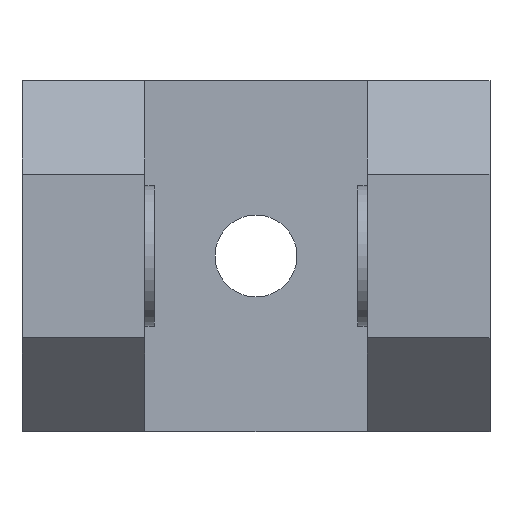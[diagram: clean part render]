
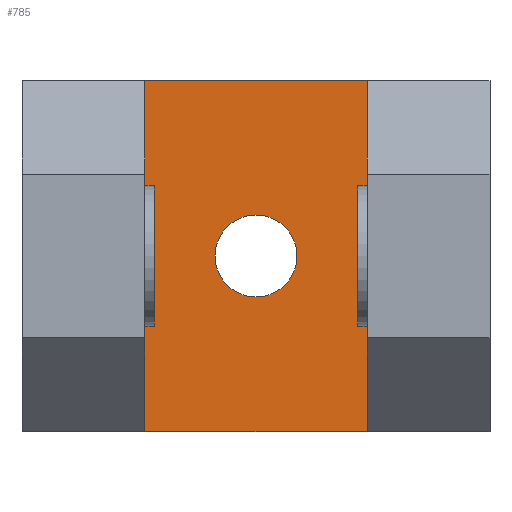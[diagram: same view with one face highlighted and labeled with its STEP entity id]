
A CAD part, left-side view. The second image highlights one B-rep face of the part: STEP entity #785.
In plain terms, the highlighted planar face has unit normal (-1, 0, 0).
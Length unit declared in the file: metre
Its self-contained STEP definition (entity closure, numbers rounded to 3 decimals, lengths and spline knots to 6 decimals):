
#31=LINE('',#1169,#115);
#46=LINE('',#1208,#130);
#66=LINE('',#1255,#150);
#68=LINE('',#1258,#152);
#115=VECTOR('',#940,1.);
#130=VECTOR('',#971,1.);
#150=VECTOR('',#1015,1.);
#152=VECTOR('',#1019,1.);
#194=PLANE('',#861);
#312=ORIENTED_EDGE('',*,*,#435,.F.);
#313=ORIENTED_EDGE('',*,*,#473,.F.);
#314=ORIENTED_EDGE('',*,*,#500,.T.);
#315=ORIENTED_EDGE('',*,*,#454,.T.);
#316=ORIENTED_EDGE('',*,*,#498,.F.);
#435=EDGE_CURVE('',#541,#541,#615,.T.);
#454=EDGE_CURVE('',#559,#558,#31,.T.);
#473=EDGE_CURVE('',#574,#575,#46,.T.);
#498=EDGE_CURVE('',#575,#558,#66,.T.);
#500=EDGE_CURVE('',#574,#559,#68,.T.);
#541=VERTEX_POINT('',#1130);
#558=VERTEX_POINT('',#1168);
#559=VERTEX_POINT('',#1170);
#574=VERTEX_POINT('',#1207);
#575=VERTEX_POINT('',#1209);
#615=CIRCLE('',#834,0.00175);
#652=EDGE_LOOP('',(#312));
#653=EDGE_LOOP('',(#313,#314,#315,#316));
#716=FACE_BOUND('',#652,.T.);
#717=FACE_BOUND('',#653,.T.);
#785=ADVANCED_FACE('',(#716,#717),#194,.F.);
#834=AXIS2_PLACEMENT_3D('',#1129,#911,#912);
#861=AXIS2_PLACEMENT_3D('',#1257,#1017,#1018);
#911=DIRECTION('',(-1.,0.,0.));
#912=DIRECTION('',(0.,0.,1.));
#940=DIRECTION('',(0.,1.,0.));
#971=DIRECTION('',(0.,1.,0.));
#1015=DIRECTION('',(0.,0.,1.));
#1017=DIRECTION('',(1.,0.,0.));
#1018=DIRECTION('',(0.,0.,-1.));
#1019=DIRECTION('',(0.,0.,1.));
#1129=CARTESIAN_POINT('',(0.017,-0.01,0.028));
#1130=CARTESIAN_POINT('',(0.017,-0.01,0.02975));
#1168=CARTESIAN_POINT('',(0.017,-0.00525,0.0355));
#1169=CARTESIAN_POINT('',(0.017,-0.01,0.0355));
#1170=CARTESIAN_POINT('',(0.017,-0.01475,0.0355));
#1207=CARTESIAN_POINT('',(0.017,-0.01475,0.0205));
#1208=CARTESIAN_POINT('',(0.017,-0.01,0.0205));
#1209=CARTESIAN_POINT('',(0.017,-0.00525,0.0205));
#1255=CARTESIAN_POINT('',(0.017,-0.00525,0.020498));
#1257=CARTESIAN_POINT('',(0.017,-0.01,0.020498));
#1258=CARTESIAN_POINT('',(0.017,-0.01475,0.020498));
